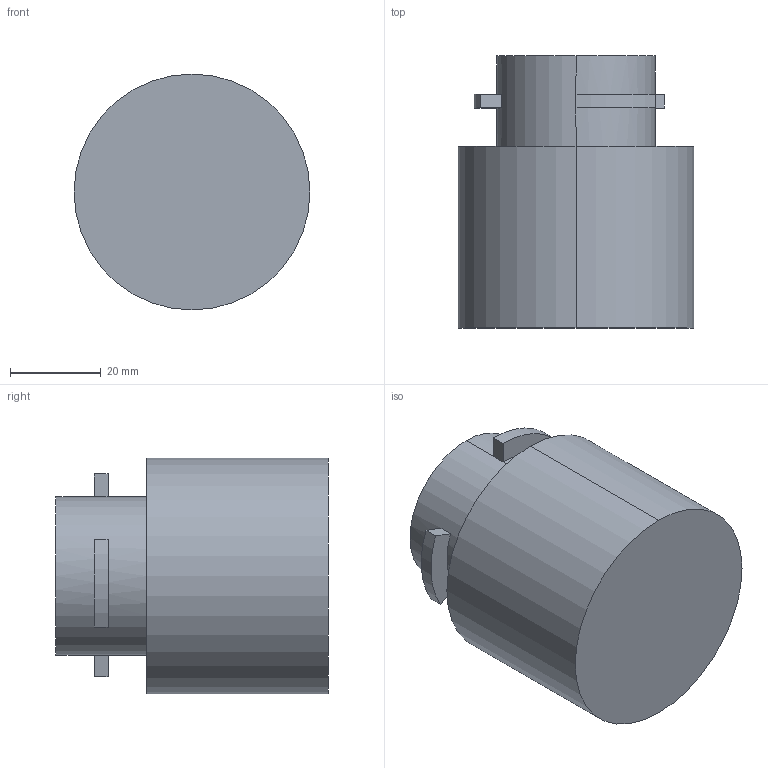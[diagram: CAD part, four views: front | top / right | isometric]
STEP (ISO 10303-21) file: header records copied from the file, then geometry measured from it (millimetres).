
FILE_DESCRIPTION (( 'STEP AP214' ), '1' );
FILE_NAME ('Lower_Draft.STEP', '2021-06-20T12:06:50', ( '' ), ( '' ), 'SwSTEP 2.0', 'SolidWorks 2019', '' );
FILE_SCHEMA (( 'AUTOMOTIVE_DESIGN' ));
Length unit declared in the file: metre
Products named in the file (3): SteelBase_Lower; PlasticCover_Lower; Lower_Draft
Assembly tree (2 placements, depth 2):
  Lower_Draft
    PlasticCover_Lower
    SteelBase_Lower
Bounding box: 52 x 60 x 52 mm (x, y, z)
Volume: 104990.9 mm3; surface area: 29352.4 mm2
Topology: 2 solids, 2 shells, 29 faces, 61 edges, 40 vertices
Faces by surface type: plane 18, cylinder 11
Entity records: 897 total; most frequent: DIRECTION 157, CARTESIAN_POINT 135, ORIENTED_EDGE 122, AXIS2_PLACEMENT_3D 62, EDGE_CURVE 61, VERTEX_POINT 40, LINE 33, EDGE_LOOP 33
